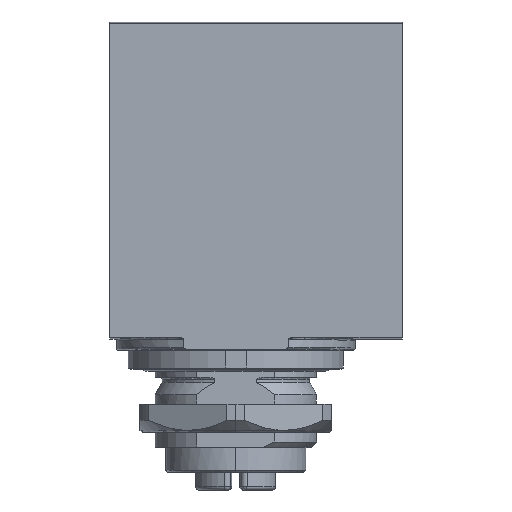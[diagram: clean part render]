
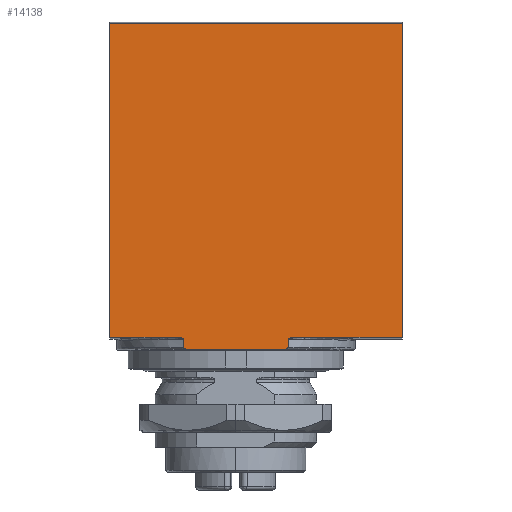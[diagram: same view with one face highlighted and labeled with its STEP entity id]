
A CAD part, left-side view. The second image highlights one B-rep face of the part: STEP entity #14138.
In plain terms, the highlighted planar face has unit normal (-1, 0, 0).
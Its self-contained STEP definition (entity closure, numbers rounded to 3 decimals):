
#6081=AXIS2_PLACEMENT_3D('Plane Axis2P3D',#6078,#6079,#6080) ;
#49=CARTESIAN_POINT('Vertex',(0.,0.,46.165)) ;
#52=CARTESIAN_POINT('Line Origine',(0.,0.,30.65)) ;
#56=CARTESIAN_POINT('Vertex',(0.,0.,15.135)) ;
#113=CARTESIAN_POINT('Vertex',(0.,29.006,15.135)) ;
#116=CARTESIAN_POINT('Line Origine',(0.,29.006,30.65)) ;
#120=CARTESIAN_POINT('Vertex',(0.,29.006,46.165)) ;
#389=CARTESIAN_POINT('Vertex',(0.,21.885,15.135)) ;
#392=CARTESIAN_POINT('Line Origine',(0.,25.445,15.135)) ;
#1445=CARTESIAN_POINT('Vertex',(0.,21.737,15.029)) ;
#1449=CARTESIAN_POINT('Control Point',(0.,21.737,15.029)) ;
#1450=CARTESIAN_POINT('Control Point',(0.,21.777,15.063)) ;
#1451=CARTESIAN_POINT('Control Point',(0.,21.827,15.099)) ;
#1452=CARTESIAN_POINT('Control Point',(0.,21.885,15.135)) ;
#1645=CARTESIAN_POINT('Vertex',(0.,21.688,14.938)) ;
#1649=CARTESIAN_POINT('Control Point',(0.,21.688,14.938)) ;
#1650=CARTESIAN_POINT('Control Point',(0.,21.688,14.968)) ;
#1651=CARTESIAN_POINT('Control Point',(0.,21.705,15.001)) ;
#1652=CARTESIAN_POINT('Control Point',(0.,21.737,15.029)) ;
#1681=CARTESIAN_POINT('Vertex',(0.,21.688,14.141)) ;
#1684=CARTESIAN_POINT('Line Origine',(0.,21.688,14.95)) ;
#1855=CARTESIAN_POINT('Vertex',(0.,21.411,13.959)) ;
#1859=CARTESIAN_POINT('Control Point',(0.,21.411,13.959)) ;
#1860=CARTESIAN_POINT('Control Point',(0.,21.501,13.976)) ;
#1861=CARTESIAN_POINT('Control Point',(0.,21.584,14.)) ;
#1862=CARTESIAN_POINT('Control Point',(0.,21.664,14.049)) ;
#1863=CARTESIAN_POINT('Control Point',(0.,21.688,14.098)) ;
#1864=CARTESIAN_POINT('Control Point',(0.,21.688,14.141)) ;
#1921=CARTESIAN_POINT('Vertex',(0.,21.095,13.943)) ;
#1925=CARTESIAN_POINT('Control Point',(0.,21.095,13.943)) ;
#1926=CARTESIAN_POINT('Control Point',(0.,21.176,13.943)) ;
#1927=CARTESIAN_POINT('Control Point',(0.,21.256,13.942)) ;
#1928=CARTESIAN_POINT('Control Point',(0.,21.338,13.946)) ;
#1929=CARTESIAN_POINT('Control Point',(0.,21.411,13.959)) ;
#2091=CARTESIAN_POINT('Vertex',(0.,11.911,13.943)) ;
#2094=CARTESIAN_POINT('Line Origine',(0.,16.503,13.943)) ;
#2173=CARTESIAN_POINT('Vertex',(0.,11.595,13.959)) ;
#2177=CARTESIAN_POINT('Control Point',(0.,11.595,13.959)) ;
#2178=CARTESIAN_POINT('Control Point',(0.,11.667,13.946)) ;
#2179=CARTESIAN_POINT('Control Point',(0.,11.75,13.942)) ;
#2180=CARTESIAN_POINT('Control Point',(0.,11.831,13.943)) ;
#2181=CARTESIAN_POINT('Control Point',(0.,11.911,13.943)) ;
#2327=CARTESIAN_POINT('Vertex',(0.,11.318,14.141)) ;
#2331=CARTESIAN_POINT('Control Point',(0.,11.318,14.141)) ;
#2332=CARTESIAN_POINT('Control Point',(0.,11.318,14.098)) ;
#2333=CARTESIAN_POINT('Control Point',(0.,11.341,14.049)) ;
#2334=CARTESIAN_POINT('Control Point',(0.,11.424,14.)) ;
#2335=CARTESIAN_POINT('Control Point',(0.,11.505,13.976)) ;
#2336=CARTESIAN_POINT('Control Point',(0.,11.595,13.959)) ;
#2373=CARTESIAN_POINT('Vertex',(0.,11.318,14.938)) ;
#2376=CARTESIAN_POINT('Line Origine',(0.,11.318,14.95)) ;
#2448=CARTESIAN_POINT('Vertex',(0.,11.269,15.029)) ;
#2452=CARTESIAN_POINT('Control Point',(0.,11.269,15.029)) ;
#2453=CARTESIAN_POINT('Control Point',(0.,11.301,15.001)) ;
#2454=CARTESIAN_POINT('Control Point',(0.,11.318,14.968)) ;
#2455=CARTESIAN_POINT('Control Point',(0.,11.318,14.938)) ;
#2552=CARTESIAN_POINT('Control Point',(0.,11.121,15.135)) ;
#2553=CARTESIAN_POINT('Control Point',(0.,11.179,15.099)) ;
#2554=CARTESIAN_POINT('Control Point',(0.,11.229,15.063)) ;
#2555=CARTESIAN_POINT('Control Point',(0.,11.269,15.029)) ;
#2556=CARTESIAN_POINT('Vertex',(0.,11.121,15.135)) ;
#6078=CARTESIAN_POINT('Axis2P3D Location',(0.,16.503,22.9)) ;
#14085=CARTESIAN_POINT('Line Origine',(0.,2.502,15.135)) ;
#14089=CARTESIAN_POINT('Vertex',(0.,5.003,15.135)) ;
#14092=CARTESIAN_POINT('Line Origine',(0.,8.062,15.135)) ;
#14114=CARTESIAN_POINT('Line Origine',(0.,14.503,46.165)) ;
#53=DIRECTION('Vector Direction',(0.,0.,1.)) ;
#117=DIRECTION('Vector Direction',(0.,0.,1.)) ;
#393=DIRECTION('Vector Direction',(0.,1.,0.)) ;
#1685=DIRECTION('Vector Direction',(0.,0.,-1.)) ;
#2095=DIRECTION('Vector Direction',(0.,1.,0.)) ;
#2377=DIRECTION('Vector Direction',(0.,0.,-1.)) ;
#6079=DIRECTION('Axis2P3D Direction',(-1.,0.,0.)) ;
#6080=DIRECTION('Axis2P3D XDirection',(0.,-1.,0.)) ;
#14086=DIRECTION('Vector Direction',(0.,1.,0.)) ;
#14093=DIRECTION('Vector Direction',(0.,1.,0.)) ;
#14115=DIRECTION('Vector Direction',(0.,1.,0.)) ;
#54=VECTOR('Line Direction',#53,1.) ;
#118=VECTOR('Line Direction',#117,1.) ;
#394=VECTOR('Line Direction',#393,1.) ;
#1686=VECTOR('Line Direction',#1685,1.) ;
#2096=VECTOR('Line Direction',#2095,1.) ;
#2378=VECTOR('Line Direction',#2377,1.) ;
#14087=VECTOR('Line Direction',#14086,1.) ;
#14094=VECTOR('Line Direction',#14093,1.) ;
#14116=VECTOR('Line Direction',#14115,1.) ;
#14120=ORIENTED_EDGE('',*,*,#14118,.T.) ;
#14121=ORIENTED_EDGE('',*,*,#122,.F.) ;
#14122=ORIENTED_EDGE('',*,*,#396,.F.) ;
#14123=ORIENTED_EDGE('',*,*,#1453,.F.) ;
#14124=ORIENTED_EDGE('',*,*,#1653,.F.) ;
#14125=ORIENTED_EDGE('',*,*,#1688,.T.) ;
#14126=ORIENTED_EDGE('',*,*,#1865,.F.) ;
#14127=ORIENTED_EDGE('',*,*,#1930,.F.) ;
#14128=ORIENTED_EDGE('',*,*,#2098,.F.) ;
#14129=ORIENTED_EDGE('',*,*,#2182,.F.) ;
#14130=ORIENTED_EDGE('',*,*,#2337,.F.) ;
#14131=ORIENTED_EDGE('',*,*,#2380,.F.) ;
#14132=ORIENTED_EDGE('',*,*,#2456,.F.) ;
#14133=ORIENTED_EDGE('',*,*,#2558,.F.) ;
#14134=ORIENTED_EDGE('',*,*,#14096,.F.) ;
#14135=ORIENTED_EDGE('',*,*,#14091,.F.) ;
#14136=ORIENTED_EDGE('',*,*,#58,.T.) ;
#14138=ADVANCED_FACE('Hauptk\X2\00F6\X0\rper',(#14137),#6082,.T.) ;
#1448=B_SPLINE_CURVE_WITH_KNOTS('',3,(#1449,#1450,#1451,#1452),.UNSPECIFIED.,.F.,.U.,(4,4),(0.,0.432),.UNSPECIFIED.) ;
#1648=B_SPLINE_CURVE_WITH_KNOTS('',3,(#1649,#1650,#1651,#1652),.UNSPECIFIED.,.F.,.U.,(4,4),(0.,0.161),.UNSPECIFIED.) ;
#1858=B_SPLINE_CURVE_WITH_KNOTS('',5,(#1859,#1860,#1861,#1862,#1863,#1864),.UNSPECIFIED.,.F.,.U.,(6,6),(0.,0.52),.UNSPECIFIED.) ;
#1924=B_SPLINE_CURVE_WITH_KNOTS('',4,(#1925,#1926,#1927,#1928,#1929),.UNSPECIFIED.,.F.,.U.,(5,5),(0.,0.454),.UNSPECIFIED.) ;
#2176=B_SPLINE_CURVE_WITH_KNOTS('',4,(#2177,#2178,#2179,#2180,#2181),.UNSPECIFIED.,.F.,.U.,(5,5),(0.,0.453),.UNSPECIFIED.) ;
#2330=B_SPLINE_CURVE_WITH_KNOTS('',5,(#2331,#2332,#2333,#2334,#2335,#2336),.UNSPECIFIED.,.F.,.U.,(6,6),(0.,0.521),.UNSPECIFIED.) ;
#2451=B_SPLINE_CURVE_WITH_KNOTS('',3,(#2452,#2453,#2454,#2455),.UNSPECIFIED.,.F.,.U.,(4,4),(0.,0.161),.UNSPECIFIED.) ;
#2551=B_SPLINE_CURVE_WITH_KNOTS('',3,(#2552,#2553,#2554,#2555),.UNSPECIFIED.,.F.,.U.,(4,4),(2.424,2.855),.UNSPECIFIED.) ;
#58=EDGE_CURVE('',#57,#50,#55,.T.) ;
#122=EDGE_CURVE('',#114,#121,#119,.T.) ;
#396=EDGE_CURVE('',#390,#114,#395,.T.) ;
#1453=EDGE_CURVE('',#1446,#390,#1448,.T.) ;
#1653=EDGE_CURVE('',#1646,#1446,#1648,.T.) ;
#1688=EDGE_CURVE('',#1646,#1682,#1687,.T.) ;
#1865=EDGE_CURVE('',#1856,#1682,#1858,.T.) ;
#1930=EDGE_CURVE('',#1922,#1856,#1924,.T.) ;
#2098=EDGE_CURVE('',#2092,#1922,#2097,.T.) ;
#2182=EDGE_CURVE('',#2174,#2092,#2176,.T.) ;
#2337=EDGE_CURVE('',#2328,#2174,#2330,.T.) ;
#2380=EDGE_CURVE('',#2374,#2328,#2379,.T.) ;
#2456=EDGE_CURVE('',#2449,#2374,#2451,.T.) ;
#2558=EDGE_CURVE('',#2557,#2449,#2551,.T.) ;
#14091=EDGE_CURVE('',#57,#14090,#14088,.T.) ;
#14096=EDGE_CURVE('',#14090,#2557,#14095,.T.) ;
#14118=EDGE_CURVE('',#50,#121,#14117,.T.) ;
#14119=EDGE_LOOP('',(#14120,#14121,#14122,#14123,#14124,#14125,#14126,#14127,#14128,#14129,#14130,#14131,#14132,#14133,#14134,#14135,#14136)) ;
#14137=FACE_OUTER_BOUND('',#14119,.T.) ;
#55=LINE('Line',#52,#54) ;
#119=LINE('Line',#116,#118) ;
#395=LINE('Line',#392,#394) ;
#1687=LINE('Line',#1684,#1686) ;
#2097=LINE('Line',#2094,#2096) ;
#2379=LINE('Line',#2376,#2378) ;
#14088=LINE('Line',#14085,#14087) ;
#14095=LINE('Line',#14092,#14094) ;
#14117=LINE('Line',#14114,#14116) ;
#6082=PLANE('',#6081) ;
#50=VERTEX_POINT('',#49) ;
#57=VERTEX_POINT('',#56) ;
#114=VERTEX_POINT('',#113) ;
#121=VERTEX_POINT('',#120) ;
#390=VERTEX_POINT('',#389) ;
#1446=VERTEX_POINT('',#1445) ;
#1646=VERTEX_POINT('',#1645) ;
#1682=VERTEX_POINT('',#1681) ;
#1856=VERTEX_POINT('',#1855) ;
#1922=VERTEX_POINT('',#1921) ;
#2092=VERTEX_POINT('',#2091) ;
#2174=VERTEX_POINT('',#2173) ;
#2328=VERTEX_POINT('',#2327) ;
#2374=VERTEX_POINT('',#2373) ;
#2449=VERTEX_POINT('',#2448) ;
#2557=VERTEX_POINT('',#2556) ;
#14090=VERTEX_POINT('',#14089) ;
